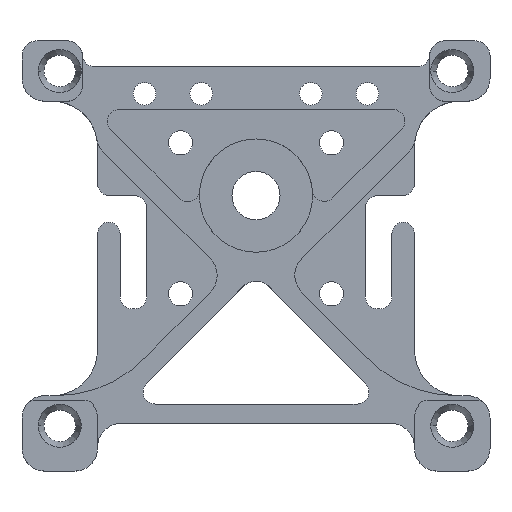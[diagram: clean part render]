
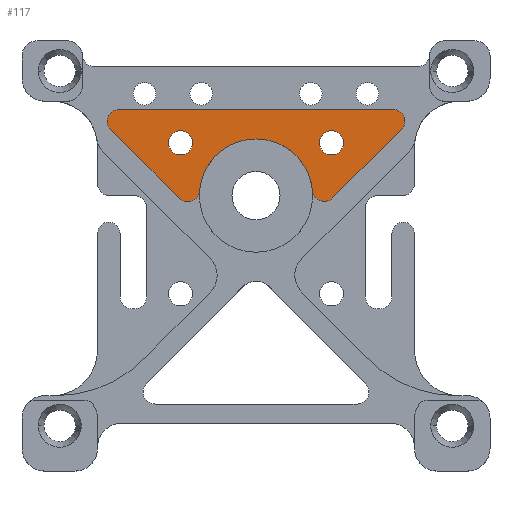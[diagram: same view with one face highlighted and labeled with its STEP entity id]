
A CAD part, top view. The second image highlights one B-rep face of the part: STEP entity #117.
In plain terms, the highlighted planar face has unit normal (0, 0, 1).
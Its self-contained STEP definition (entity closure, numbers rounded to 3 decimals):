
#117 = ADVANCED_FACE ( 'NONE', ( #1508, #4057, #3710 ), #1634, .T. ) ;
#122 = DIRECTION ( 'NONE',  ( -0.709, 0.705, 0. ) ) ;
#139 = CARTESIAN_POINT ( 'NONE',  ( 10., 14., 2.3 ) ) ;
#168 = CARTESIAN_POINT ( 'NONE',  ( 19.256, 15.705, 2.3 ) ) ;
#194 = VERTEX_POINT ( 'NONE', #3656 ) ;
#225 = CIRCLE ( 'NONE', #4532, 1.588 ) ;
#246 = VERTEX_POINT ( 'NONE', #168 ) ;
#281 = ORIENTED_EDGE ( 'NONE', *, *, #1718, .F. ) ;
#302 = VERTEX_POINT ( 'NONE', #5003 ) ;
#355 = EDGE_CURVE ( 'NONE', #2487, #4399, #4522, .T. ) ;
#373 = CARTESIAN_POINT ( 'NONE',  ( -18.138, 18.42, 2.3 ) ) ;
#379 = CARTESIAN_POINT ( 'NONE',  ( 11.6, 14., 2.3 ) ) ;
#429 = AXIS2_PLACEMENT_3D ( 'NONE', #4491, #1553, #4740 ) ;
#465 = DIRECTION ( 'NONE',  ( 1., 0., 0. ) ) ;
#524 = CARTESIAN_POINT ( 'NONE',  ( -10.171, 6.679, 2.3 ) ) ;
#595 = VECTOR ( 'NONE', #2568, 1000. ) ;
#638 = ORIENTED_EDGE ( 'NONE', *, *, #4158, .T. ) ;
#670 = VERTEX_POINT ( 'NONE', #3727 ) ;
#681 = EDGE_LOOP ( 'NONE', ( #2115, #4463 ) ) ;
#784 = VECTOR ( 'NONE', #1521, 1000. ) ;
#833 = AXIS2_PLACEMENT_3D ( 'NONE', #4456, #1235, #2849 ) ;
#852 = AXIS2_PLACEMENT_3D ( 'NONE', #139, #3308, #1313 ) ;
#865 = VECTOR ( 'NONE', #122, 1000. ) ;
#895 = CARTESIAN_POINT ( 'NONE',  ( 18.138, 16.832, 2.3 ) ) ;
#928 = DIRECTION ( 'NONE',  ( 0., 0., -1. ) ) ;
#954 = DIRECTION ( 'NONE',  ( 1., 0., 0. ) ) ;
#1007 = VERTEX_POINT ( 'NONE', #4525 ) ;
#1031 = CIRCLE ( 'NONE', #3720, 1.587 ) ;
#1198 = VERTEX_POINT ( 'NONE', #4600 ) ;
#1219 = DIRECTION ( 'NONE',  ( 0., 0., 1. ) ) ;
#1235 = DIRECTION ( 'NONE',  ( 0., 0., -1. ) ) ;
#1289 = VERTEX_POINT ( 'NONE', #373 ) ;
#1313 = DIRECTION ( 'NONE',  ( 1., 0., 0. ) ) ;
#1321 = ORIENTED_EDGE ( 'NONE', *, *, #3739, .F. ) ;
#1362 = CIRCLE ( 'NONE', #3717, 7.5 ) ;
#1402 = LINE ( 'NONE', #524, #865 ) ;
#1508 = FACE_BOUND ( 'NONE', #4366, .T. ) ;
#1521 = DIRECTION ( 'NONE',  ( 1., 0., 0. ) ) ;
#1553 = DIRECTION ( 'NONE',  ( 0., 0., -1. ) ) ;
#1560 = AXIS2_PLACEMENT_3D ( 'NONE', #4410, #4434, #2033 ) ;
#1615 = EDGE_LOOP ( 'NONE', ( #281, #2421, #1806, #4018, #3941, #1321, #5088, #3519, #2101 ) ) ;
#1634 = PLANE ( 'NONE',  #1560 ) ;
#1648 = EDGE_CURVE ( 'NONE', #302, #4913, #225, .T. ) ;
#1718 = EDGE_CURVE ( 'NONE', #194, #2601, #4284, .T. ) ;
#1779 = DIRECTION ( 'NONE',  ( 1., 0., 0. ) ) ;
#1787 = CARTESIAN_POINT ( 'NONE',  ( -10.171, 6.679, 2.3 ) ) ;
#1806 = ORIENTED_EDGE ( 'NONE', *, *, #5205, .F. ) ;
#1861 = VERTEX_POINT ( 'NONE', #3395 ) ;
#1897 = LINE ( 'NONE', #4466, #784 ) ;
#1916 = DIRECTION ( 'NONE',  ( 0., 0., -1. ) ) ;
#2033 = DIRECTION ( 'NONE',  ( 1., 0., 0. ) ) ;
#2101 = ORIENTED_EDGE ( 'NONE', *, *, #2747, .F. ) ;
#2115 = ORIENTED_EDGE ( 'NONE', *, *, #3453, .T. ) ;
#2122 = CARTESIAN_POINT ( 'NONE',  ( 7.469, 7.684, 2.3 ) ) ;
#2223 = DIRECTION ( 'NONE',  ( 1., 0., 0. ) ) ;
#2248 = DIRECTION ( 'NONE',  ( 0., 0., -1. ) ) ;
#2421 = ORIENTED_EDGE ( 'NONE', *, *, #3261, .F. ) ;
#2463 = AXIS2_PLACEMENT_3D ( 'NONE', #4541, #928, #465 ) ;
#2487 = VERTEX_POINT ( 'NONE', #2637 ) ;
#2568 = DIRECTION ( 'NONE',  ( -0.71, -0.704, 0. ) ) ;
#2600 = CARTESIAN_POINT ( 'NONE',  ( 10., 14., 2.3 ) ) ;
#2601 = VERTEX_POINT ( 'NONE', #3957 ) ;
#2637 = CARTESIAN_POINT ( 'NONE',  ( 8.4, 14., 2.3 ) ) ;
#2747 = EDGE_CURVE ( 'NONE', #2601, #246, #1031, .T. ) ;
#2805 = CIRCLE ( 'NONE', #429, 1.6 ) ;
#2832 = DIRECTION ( 'NONE',  ( 1., 0., 0. ) ) ;
#2849 = DIRECTION ( 'NONE',  ( 1., 0., 0. ) ) ;
#3261 = EDGE_CURVE ( 'NONE', #1289, #194, #1897, .T. ) ;
#3289 = DIRECTION ( 'NONE',  ( 0., 0., -1. ) ) ;
#3308 = DIRECTION ( 'NONE',  ( 0., 0., -1. ) ) ;
#3310 = EDGE_CURVE ( 'NONE', #1198, #1861, #2805, .T. ) ;
#3395 = CARTESIAN_POINT ( 'NONE',  ( -8.4, 14., 2.3 ) ) ;
#3453 = EDGE_CURVE ( 'NONE', #1861, #1198, #4737, .T. ) ;
#3477 = EDGE_CURVE ( 'NONE', #4433, #1007, #1402, .T. ) ;
#3507 = CARTESIAN_POINT ( 'NONE',  ( 9.05, 7.828, 2.3 ) ) ;
#3519 = ORIENTED_EDGE ( 'NONE', *, *, #4586, .F. ) ;
#3625 = CIRCLE ( 'NONE', #852, 1.6 ) ;
#3656 = CARTESIAN_POINT ( 'NONE',  ( 18.138, 18.42, 2.3 ) ) ;
#3673 = LINE ( 'NONE', #4526, #595 ) ;
#3710 = FACE_OUTER_BOUND ( 'NONE', #1615, .T. ) ;
#3717 = AXIS2_PLACEMENT_3D ( 'NONE', #4412, #1219, #2832 ) ;
#3720 = AXIS2_PLACEMENT_3D ( 'NONE', #895, #3289, #954 ) ;
#3727 = CARTESIAN_POINT ( 'NONE',  ( -7.471, 7.664, 2.3 ) ) ;
#3739 = EDGE_CURVE ( 'NONE', #4913, #670, #1362, .T. ) ;
#3743 = AXIS2_PLACEMENT_3D ( 'NONE', #3849, #4676, #1779 ) ;
#3849 = CARTESIAN_POINT ( 'NONE',  ( -9.052, 7.805, 2.3 ) ) ;
#3932 = AXIS2_PLACEMENT_3D ( 'NONE', #2600, #2248, #2223 ) ;
#3941 = ORIENTED_EDGE ( 'NONE', *, *, #5062, .F. ) ;
#3957 = CARTESIAN_POINT ( 'NONE',  ( 19.726, 16.832, 2.3 ) ) ;
#3961 = CARTESIAN_POINT ( 'NONE',  ( -18.138, 16.832, 2.3 ) ) ;
#4018 = ORIENTED_EDGE ( 'NONE', *, *, #3477, .F. ) ;
#4057 = FACE_BOUND ( 'NONE', #681, .T. ) ;
#4099 = CIRCLE ( 'NONE', #4275, 1.587 ) ;
#4149 = DIRECTION ( 'NONE',  ( 1., 0., 0. ) ) ;
#4158 = EDGE_CURVE ( 'NONE', #4399, #2487, #3625, .T. ) ;
#4275 = AXIS2_PLACEMENT_3D ( 'NONE', #3961, #1916, #4390 ) ;
#4284 = CIRCLE ( 'NONE', #833, 1.587 ) ;
#4345 = CIRCLE ( 'NONE', #3743, 1.588 ) ;
#4366 = EDGE_LOOP ( 'NONE', ( #638, #4679 ) ) ;
#4390 = DIRECTION ( 'NONE',  ( 1., 0., 0. ) ) ;
#4399 = VERTEX_POINT ( 'NONE', #379 ) ;
#4410 = CARTESIAN_POINT ( 'NONE',  ( 10., 15., 2.3 ) ) ;
#4412 = CARTESIAN_POINT ( 'NONE',  ( 0., 7., 2.3 ) ) ;
#4433 = VERTEX_POINT ( 'NONE', #1787 ) ;
#4434 = DIRECTION ( 'NONE',  ( 0., 0., 1. ) ) ;
#4456 = CARTESIAN_POINT ( 'NONE',  ( 18.138, 16.832, 2.3 ) ) ;
#4463 = ORIENTED_EDGE ( 'NONE', *, *, #3310, .T. ) ;
#4466 = CARTESIAN_POINT ( 'NONE',  ( -18.138, 18.42, 2.3 ) ) ;
#4491 = CARTESIAN_POINT ( 'NONE',  ( -10., 14., 2.3 ) ) ;
#4522 = CIRCLE ( 'NONE', #3932, 1.6 ) ;
#4525 = CARTESIAN_POINT ( 'NONE',  ( -19.257, 15.706, 2.3 ) ) ;
#4526 = CARTESIAN_POINT ( 'NONE',  ( 19.256, 15.705, 2.3 ) ) ;
#4532 = AXIS2_PLACEMENT_3D ( 'NONE', #3507, #4721, #4149 ) ;
#4541 = CARTESIAN_POINT ( 'NONE',  ( -10., 14., 2.3 ) ) ;
#4586 = EDGE_CURVE ( 'NONE', #246, #302, #3673, .T. ) ;
#4600 = CARTESIAN_POINT ( 'NONE',  ( -11.6, 14., 2.3 ) ) ;
#4676 = DIRECTION ( 'NONE',  ( 0., 0., -1. ) ) ;
#4679 = ORIENTED_EDGE ( 'NONE', *, *, #355, .T. ) ;
#4721 = DIRECTION ( 'NONE',  ( 0., 0., -1. ) ) ;
#4737 = CIRCLE ( 'NONE', #2463, 1.6 ) ;
#4740 = DIRECTION ( 'NONE',  ( 1., 0., 0. ) ) ;
#4913 = VERTEX_POINT ( 'NONE', #2122 ) ;
#5003 = CARTESIAN_POINT ( 'NONE',  ( 10.167, 6.701, 2.3 ) ) ;
#5062 = EDGE_CURVE ( 'NONE', #670, #4433, #4345, .T. ) ;
#5088 = ORIENTED_EDGE ( 'NONE', *, *, #1648, .F. ) ;
#5205 = EDGE_CURVE ( 'NONE', #1007, #1289, #4099, .T. ) ;
